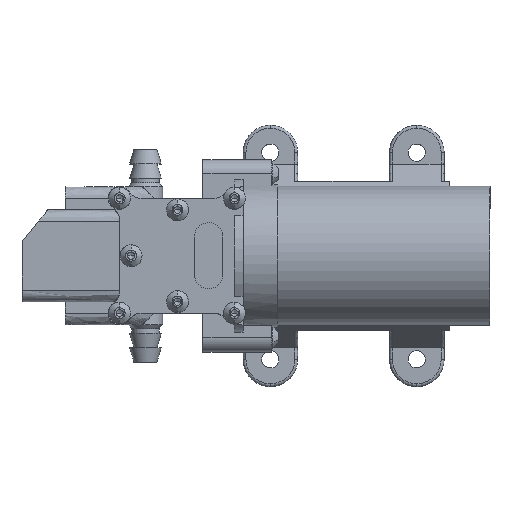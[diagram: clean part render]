
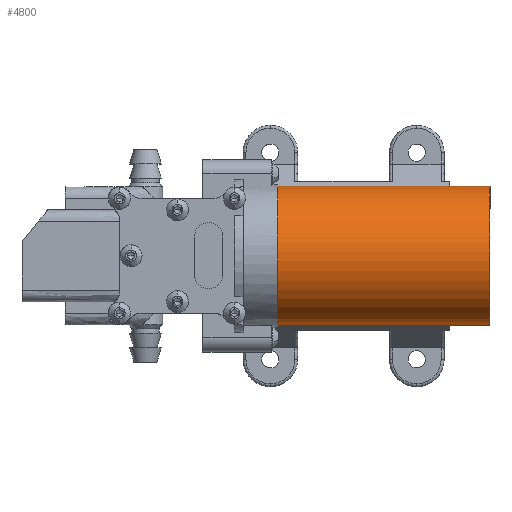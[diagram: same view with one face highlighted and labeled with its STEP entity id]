
A CAD part, top view. The second image highlights one B-rep face of the part: STEP entity #4800.
In plain terms, the highlighted free-form (B-spline) face has degree [2, 1] with [5, 2] control points.
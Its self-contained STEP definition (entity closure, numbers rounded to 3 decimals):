
#3498 = EDGE_CURVE('',#3499,#3501,#3503,.T.);
#3499 = VERTEX_POINT('',#3500);
#3500 = CARTESIAN_POINT('',(72.576,29.745,
    1021.461));
#3501 = VERTEX_POINT('',#3502);
#3502 = CARTESIAN_POINT('',(72.576,-19.623,
    1021.461));
#3503 = ( BOUNDED_CURVE() B_SPLINE_CURVE(2,(#3504,#3505,#3506,#3507,
#3508),.UNSPECIFIED.,.F.,.F.) B_SPLINE_CURVE_WITH_KNOTS((3,2,3),(0.,
1.571,3.142),.PIECEWISE_BEZIER_KNOTS.) CURVE() 
GEOMETRIC_REPRESENTATION_ITEM() RATIONAL_B_SPLINE_CURVE((1.,
0.707,1.,0.707,1.)) REPRESENTATION_ITEM('') );
#3504 = CARTESIAN_POINT('',(72.576,29.745,
    1021.461));
#3505 = CARTESIAN_POINT('',(72.576,29.745,
    1046.145));
#3506 = CARTESIAN_POINT('',(72.576,5.061,
    1046.145));
#3507 = CARTESIAN_POINT('',(72.576,-19.623,
    1046.145));
#3508 = CARTESIAN_POINT('',(72.576,-19.623,
    1021.461));
#4800 = ADVANCED_FACE('',(#4801),#4826,.T.);
#4801 = FACE_BOUND('',#4802,.T.);
#4802 = EDGE_LOOP('',(#4803,#4810,#4820,#4825));
#4803 = ORIENTED_EDGE('',*,*,#4804,.F.);
#4804 = EDGE_CURVE('',#4805,#3499,#4807,.T.);
#4805 = VERTEX_POINT('',#4806);
#4806 = CARTESIAN_POINT('',(-2.749,29.745,
    1021.461));
#4807 = B_SPLINE_CURVE_WITH_KNOTS('',1,(#4808,#4809),.UNSPECIFIED.,.F.,
  .F.,(2,2),(-37.,37.),.PIECEWISE_BEZIER_KNOTS.);
#4808 = CARTESIAN_POINT('',(-2.749,29.745,
    1021.461));
#4809 = CARTESIAN_POINT('',(72.576,29.745,
    1021.461));
#4810 = ORIENTED_EDGE('',*,*,#4811,.T.);
#4811 = EDGE_CURVE('',#4805,#4812,#4814,.T.);
#4812 = VERTEX_POINT('',#4813);
#4813 = CARTESIAN_POINT('',(-2.749,-19.623,
    1021.461));
#4814 = ( BOUNDED_CURVE() B_SPLINE_CURVE(2,(#4815,#4816,#4817,#4818,
#4819),.UNSPECIFIED.,.F.,.F.) B_SPLINE_CURVE_WITH_KNOTS((3,2,3),(0.,
1.571,3.142),.PIECEWISE_BEZIER_KNOTS.) CURVE() 
GEOMETRIC_REPRESENTATION_ITEM() RATIONAL_B_SPLINE_CURVE((1.,
0.707,1.,0.707,1.)) REPRESENTATION_ITEM('') );
#4815 = CARTESIAN_POINT('',(-2.749,29.745,
    1021.461));
#4816 = CARTESIAN_POINT('',(-2.749,29.745,
    1046.145));
#4817 = CARTESIAN_POINT('',(-2.749,5.061,
    1046.145));
#4818 = CARTESIAN_POINT('',(-2.749,-19.623,
    1046.145));
#4819 = CARTESIAN_POINT('',(-2.749,-19.623,
    1021.461));
#4820 = ORIENTED_EDGE('',*,*,#4821,.T.);
#4821 = EDGE_CURVE('',#4812,#3501,#4822,.T.);
#4822 = B_SPLINE_CURVE_WITH_KNOTS('',1,(#4823,#4824),.UNSPECIFIED.,.F.,
  .F.,(2,2),(-37.,37.),.PIECEWISE_BEZIER_KNOTS.);
#4823 = CARTESIAN_POINT('',(-2.749,-19.623,
    1021.461));
#4824 = CARTESIAN_POINT('',(72.576,-19.623,
    1021.461));
#4825 = ORIENTED_EDGE('',*,*,#3498,.F.);
#4826 = ( BOUNDED_SURFACE() B_SPLINE_SURFACE(2,1,(
    (#4827,#4828)
    ,(#4829,#4830)
    ,(#4831,#4832)
    ,(#4833,#4834)
    ,(#4835,#4836
)),.UNSPECIFIED.,.F.,.F.,.F.) B_SPLINE_SURFACE_WITH_KNOTS((3,2,3),(2,2),
  (0.,1.571,3.142),(-37.,37.),
.PIECEWISE_BEZIER_KNOTS.) GEOMETRIC_REPRESENTATION_ITEM() 
RATIONAL_B_SPLINE_SURFACE((
    (1.,1.)
    ,(0.707,0.707)
    ,(1.,1.)
    ,(0.707,0.707)
,(1.,1.))) REPRESENTATION_ITEM('') SURFACE() );
#4827 = CARTESIAN_POINT('',(-2.749,29.745,
    1021.461));
#4828 = CARTESIAN_POINT('',(72.576,29.745,
    1021.461));
#4829 = CARTESIAN_POINT('',(-2.749,29.745,
    1046.145));
#4830 = CARTESIAN_POINT('',(72.576,29.745,
    1046.145));
#4831 = CARTESIAN_POINT('',(-2.749,5.061,
    1046.145));
#4832 = CARTESIAN_POINT('',(72.576,5.061,
    1046.145));
#4833 = CARTESIAN_POINT('',(-2.749,-19.623,
    1046.145));
#4834 = CARTESIAN_POINT('',(72.576,-19.623,
    1046.145));
#4835 = CARTESIAN_POINT('',(-2.749,-19.623,
    1021.461));
#4836 = CARTESIAN_POINT('',(72.576,-19.623,
    1021.461));
